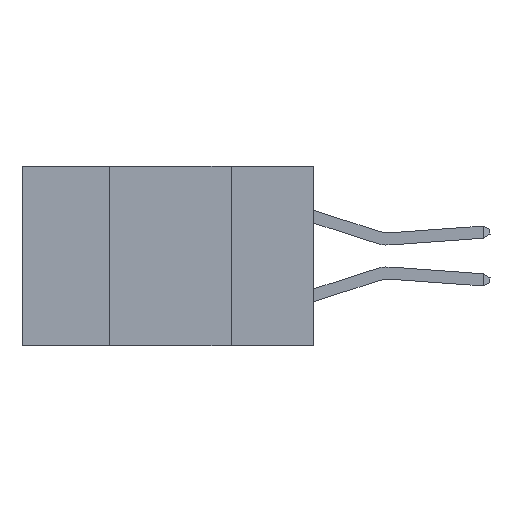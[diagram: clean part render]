
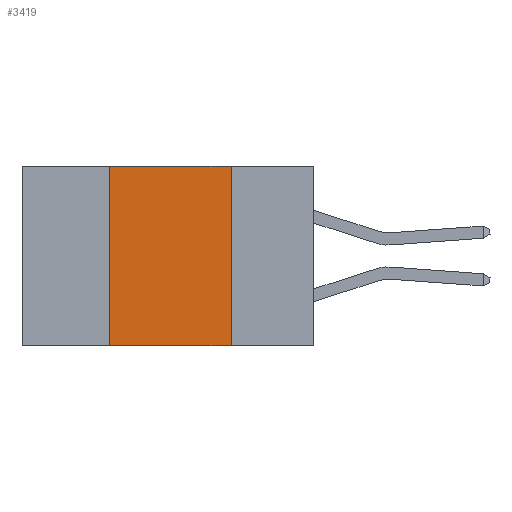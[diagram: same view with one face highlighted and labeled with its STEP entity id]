
A CAD part, left-side view. The second image highlights one B-rep face of the part: STEP entity #3419.
In plain terms, the highlighted planar face has unit normal (-1, 0, 0).
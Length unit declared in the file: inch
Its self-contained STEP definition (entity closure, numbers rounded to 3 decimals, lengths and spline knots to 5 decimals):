
#935 = ORIENTED_EDGE ( 'NONE', *, *, #18848, .F. ) ;
#1002 = ORIENTED_EDGE ( 'NONE', *, *, #17007, .F. ) ;
#1315 = FACE_OUTER_BOUND ( 'NONE', #6497, .T. ) ;
#1833 = VECTOR ( 'NONE', #23065, 39.37008 ) ;
#2643 = CARTESIAN_POINT ( 'NONE',  ( 0., 0.6, 0. ) ) ;
#2714 = DIRECTION ( 'NONE',  ( 1., 0., 0. ) ) ;
#3218 = EDGE_CURVE ( 'NONE', #12486, #7232, #16190, .T. ) ;
#3257 = VECTOR ( 'NONE', #20086, 39.37008 ) ;
#3294 = VECTOR ( 'NONE', #24758, 39.37008 ) ;
#3419 = ADVANCED_FACE ( 'NONE', ( #1315 ), #24145, .F. ) ;
#3423 = CARTESIAN_POINT ( 'NONE',  ( 0., 0.17, 0. ) ) ;
#3787 = ORIENTED_EDGE ( 'NONE', *, *, #21922, .T. ) ;
#4486 = LINE ( 'NONE', #18142, #3257 ) ;
#5996 = ORIENTED_EDGE ( 'NONE', *, *, #3218, .F. ) ;
#6497 = EDGE_LOOP ( 'NONE', ( #1002, #935, #5996, #3787 ) ) ;
#7124 = LINE ( 'NONE', #3423, #1833 ) ;
#7232 = VERTEX_POINT ( 'NONE', #7574 ) ;
#7574 = CARTESIAN_POINT ( 'NONE',  ( 0., 0.42, 0. ) ) ;
#8399 = CARTESIAN_POINT ( 'NONE',  ( 0., 0.42, 0. ) ) ;
#8638 = LINE ( 'NONE', #22805, #3294 ) ;
#11012 = VECTOR ( 'NONE', #25006, 39.37008 ) ;
#12486 = VERTEX_POINT ( 'NONE', #20674 ) ;
#13232 = AXIS2_PLACEMENT_3D ( 'NONE', #2643, #2714, #22880 ) ;
#16190 = LINE ( 'NONE', #8399, #11012 ) ;
#17007 = EDGE_CURVE ( 'NONE', #24251, #20014, #7124, .T. ) ;
#17832 = CARTESIAN_POINT ( 'NONE',  ( 0., 0.17, -0.37 ) ) ;
#18142 = CARTESIAN_POINT ( 'NONE',  ( 0., 0.6, 0. ) ) ;
#18251 = CARTESIAN_POINT ( 'NONE',  ( 0., 0.17, 0. ) ) ;
#18848 = EDGE_CURVE ( 'NONE', #7232, #24251, #4486, .T. ) ;
#20014 = VERTEX_POINT ( 'NONE', #17832 ) ;
#20086 = DIRECTION ( 'NONE',  ( 0., -1., 0. ) ) ;
#20674 = CARTESIAN_POINT ( 'NONE',  ( 0., 0.42, -0.37 ) ) ;
#21922 = EDGE_CURVE ( 'NONE', #12486, #20014, #8638, .T. ) ;
#22805 = CARTESIAN_POINT ( 'NONE',  ( 0., 0.6, -0.37 ) ) ;
#22880 = DIRECTION ( 'NONE',  ( 0., 0., -1. ) ) ;
#23065 = DIRECTION ( 'NONE',  ( 0., 0., -1. ) ) ;
#24145 = PLANE ( 'NONE',  #13232 ) ;
#24251 = VERTEX_POINT ( 'NONE', #18251 ) ;
#24758 = DIRECTION ( 'NONE',  ( 0., -1., 0. ) ) ;
#25006 = DIRECTION ( 'NONE',  ( 0., 0., 1. ) ) ;
